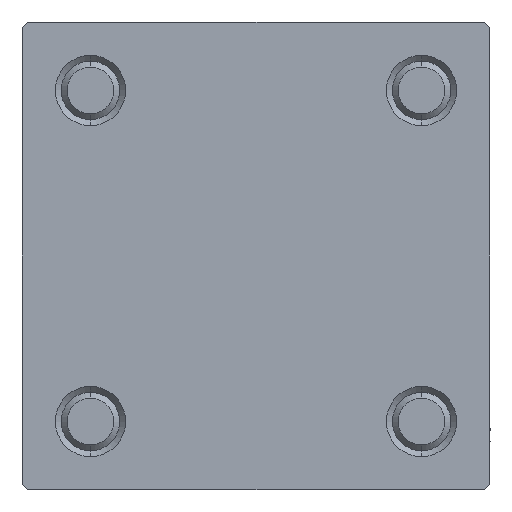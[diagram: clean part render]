
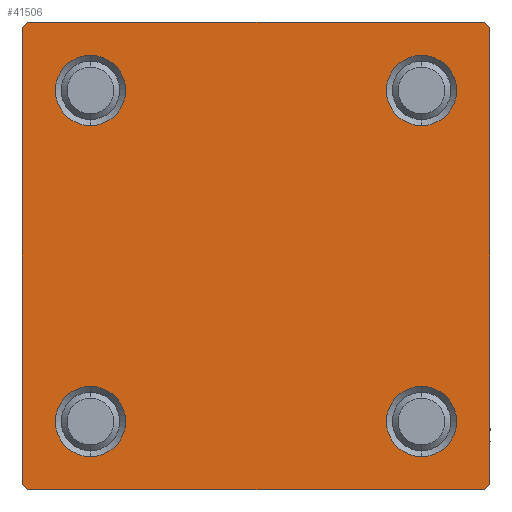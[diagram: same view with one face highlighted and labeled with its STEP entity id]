
A CAD part, left-side view. The second image highlights one B-rep face of the part: STEP entity #41506.
In plain terms, the highlighted planar face has unit normal (-1, 0, 0).
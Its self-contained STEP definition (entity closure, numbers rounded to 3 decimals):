
#58 = CARTESIAN_POINT ( 'NONE',  ( 0., 14.15, 17.15 ) ) ;
#78 = DIRECTION ( 'NONE',  ( -1., 0., 0. ) ) ;
#436 = DIRECTION ( 'NONE',  ( 0., 0., -1. ) ) ;
#715 = CIRCLE ( 'NONE', #23302, 3. ) ;
#1058 = CIRCLE ( 'NONE', #46214, 3. ) ;
#1292 = LINE ( 'NONE', #40647, #43742 ) ;
#1529 = DIRECTION ( 'NONE',  ( 1., 0., 0. ) ) ;
#2743 = CARTESIAN_POINT ( 'NONE',  ( 0., -14.15, 11.15 ) ) ;
#2777 = ORIENTED_EDGE ( 'NONE', *, *, #5424, .F. ) ;
#2941 = ORIENTED_EDGE ( 'NONE', *, *, #3518, .T. ) ;
#3457 = DIRECTION ( 'NONE',  ( 1., 0., 0. ) ) ;
#3518 = EDGE_CURVE ( 'NONE', #19508, #49480, #1058, .T. ) ;
#3572 = AXIS2_PLACEMENT_3D ( 'NONE', #9391, #29077, #48025 ) ;
#4660 = ORIENTED_EDGE ( 'NONE', *, *, #41134, .T. ) ;
#5076 = DIRECTION ( 'NONE',  ( 0., 0., -1. ) ) ;
#5160 = AXIS2_PLACEMENT_3D ( 'NONE', #39901, #1529, #35600 ) ;
#5248 = ORIENTED_EDGE ( 'NONE', *, *, #43578, .T. ) ;
#5296 = CIRCLE ( 'NONE', #49671, 3. ) ;
#5330 = ORIENTED_EDGE ( 'NONE', *, *, #14812, .T. ) ;
#5411 = CARTESIAN_POINT ( 'NONE',  ( 0., -19.75, 19.75 ) ) ;
#5424 = EDGE_CURVE ( 'NONE', #14279, #24414, #9869, .T. ) ;
#5861 = DIRECTION ( 'NONE',  ( 0., 0.707, -0.707 ) ) ;
#6861 = VERTEX_POINT ( 'NONE', #49014 ) ;
#6893 = EDGE_CURVE ( 'NONE', #16699, #44451, #18097, .T. ) ;
#7395 = FACE_BOUND ( 'NONE', #24177, .T. ) ;
#8501 = EDGE_CURVE ( 'NONE', #24909, #24414, #17011, .T. ) ;
#9391 = CARTESIAN_POINT ( 'NONE',  ( 0., 14.15, 14.15 ) ) ;
#9521 = EDGE_CURVE ( 'NONE', #41599, #26863, #36007, .T. ) ;
#9869 = LINE ( 'NONE', #25521, #37355 ) ;
#10087 = EDGE_CURVE ( 'NONE', #24909, #37503, #12280, .T. ) ;
#10518 = DIRECTION ( 'NONE',  ( 0., 0., 1. ) ) ;
#10590 = ORIENTED_EDGE ( 'NONE', *, *, #40936, .T. ) ;
#11114 = VERTEX_POINT ( 'NONE', #26513 ) ;
#11136 = DIRECTION ( 'NONE',  ( 0., -0.707, -0.707 ) ) ;
#11381 = EDGE_CURVE ( 'NONE', #11114, #6861, #38498, .T. ) ;
#11431 = FACE_OUTER_BOUND ( 'NONE', #48847, .T. ) ;
#12280 = LINE ( 'NONE', #46884, #21536 ) ;
#12591 = ORIENTED_EDGE ( 'NONE', *, *, #48622, .T. ) ;
#13806 = DIRECTION ( 'NONE',  ( 1., 0., 0. ) ) ;
#14269 = AXIS2_PLACEMENT_3D ( 'NONE', #21245, #17466, #36375 ) ;
#14279 = VERTEX_POINT ( 'NONE', #29150 ) ;
#14812 = EDGE_CURVE ( 'NONE', #49480, #19508, #715, .T. ) ;
#14893 = VECTOR ( 'NONE', #40981, 1000. ) ;
#15685 = CARTESIAN_POINT ( 'NONE',  ( 0., 19.75, -19.75 ) ) ;
#16038 = ORIENTED_EDGE ( 'NONE', *, *, #9521, .T. ) ;
#16201 = CARTESIAN_POINT ( 'NONE',  ( 0., 20., 19.5 ) ) ;
#16487 = CARTESIAN_POINT ( 'NONE',  ( 0., 14.15, -17.15 ) ) ;
#16699 = VERTEX_POINT ( 'NONE', #34765 ) ;
#17011 = LINE ( 'NONE', #5411, #14893 ) ;
#17466 = DIRECTION ( 'NONE',  ( 1., 0., 0. ) ) ;
#17909 = CARTESIAN_POINT ( 'NONE',  ( 0., -14.15, 17.15 ) ) ;
#18016 = CIRCLE ( 'NONE', #5160, 3. ) ;
#18097 = CIRCLE ( 'NONE', #3572, 3. ) ;
#19019 = FACE_BOUND ( 'NONE', #40419, .T. ) ;
#19267 = CARTESIAN_POINT ( 'NONE',  ( 0., 0., 0. ) ) ;
#19508 = VERTEX_POINT ( 'NONE', #17909 ) ;
#19808 = EDGE_LOOP ( 'NONE', ( #5248, #29790 ) ) ;
#20370 = CIRCLE ( 'NONE', #24409, 3. ) ;
#20389 = DIRECTION ( 'NONE',  ( 0., 0., 1. ) ) ;
#21245 = CARTESIAN_POINT ( 'NONE',  ( 0., 14.15, -14.15 ) ) ;
#21533 = DIRECTION ( 'NONE',  ( 0., 0., 1. ) ) ;
#21536 = VECTOR ( 'NONE', #436, 1000. ) ;
#21856 = CARTESIAN_POINT ( 'NONE',  ( 0., 19.5, -20. ) ) ;
#23301 = DIRECTION ( 'NONE',  ( 0., 0., 1. ) ) ;
#23302 = AXIS2_PLACEMENT_3D ( 'NONE', #44618, #13806, #10518 ) ;
#23856 = CARTESIAN_POINT ( 'NONE',  ( 0., -14.15, -14.15 ) ) ;
#24177 = EDGE_LOOP ( 'NONE', ( #2941, #5330 ) ) ;
#24409 = AXIS2_PLACEMENT_3D ( 'NONE', #25575, #29604, #21533 ) ;
#24414 = VERTEX_POINT ( 'NONE', #46053 ) ;
#24530 = DIRECTION ( 'NONE',  ( 0., -1., 0. ) ) ;
#24909 = VERTEX_POINT ( 'NONE', #38402 ) ;
#25521 = CARTESIAN_POINT ( 'NONE',  ( 0., 20., 20. ) ) ;
#25575 = CARTESIAN_POINT ( 'NONE',  ( 0., -14.15, -14.15 ) ) ;
#25898 = VERTEX_POINT ( 'NONE', #16201 ) ;
#26513 = CARTESIAN_POINT ( 'NONE',  ( 0., -14.15, -17.15 ) ) ;
#26834 = PLANE ( 'NONE',  #28463 ) ;
#26863 = VERTEX_POINT ( 'NONE', #42357 ) ;
#27137 = DIRECTION ( 'NONE',  ( 0., 0., 1. ) ) ;
#27406 = ORIENTED_EDGE ( 'NONE', *, *, #42617, .T. ) ;
#27497 = EDGE_LOOP ( 'NONE', ( #35254, #32963 ) ) ;
#27715 = CARTESIAN_POINT ( 'NONE',  ( 0., -19.75, -19.75 ) ) ;
#27886 = ORIENTED_EDGE ( 'NONE', *, *, #47026, .T. ) ;
#28331 = LINE ( 'NONE', #31877, #41609 ) ;
#28463 = AXIS2_PLACEMENT_3D ( 'NONE', #19267, #78, #23301 ) ;
#28614 = VECTOR ( 'NONE', #31368, 1000. ) ;
#29077 = DIRECTION ( 'NONE',  ( 1., 0., 0. ) ) ;
#29150 = CARTESIAN_POINT ( 'NONE',  ( 0., 19.5, 20. ) ) ;
#29604 = DIRECTION ( 'NONE',  ( 1., 0., 0. ) ) ;
#29790 = ORIENTED_EDGE ( 'NONE', *, *, #6893, .T. ) ;
#30629 = FACE_BOUND ( 'NONE', #19808, .T. ) ;
#31253 = LINE ( 'NONE', #27715, #35664 ) ;
#31368 = DIRECTION ( 'NONE',  ( 0., -1., 0. ) ) ;
#31814 = CARTESIAN_POINT ( 'NONE',  ( 0., -19.5, -20. ) ) ;
#31858 = EDGE_CURVE ( 'NONE', #6861, #11114, #20370, .T. ) ;
#31877 = CARTESIAN_POINT ( 'NONE',  ( 0., 19.75, 19.75 ) ) ;
#32855 = AXIS2_PLACEMENT_3D ( 'NONE', #23856, #38240, #27137 ) ;
#32963 = ORIENTED_EDGE ( 'NONE', *, *, #11381, .T. ) ;
#33254 = CARTESIAN_POINT ( 'NONE',  ( 0., -14.15, 14.15 ) ) ;
#34607 = LINE ( 'NONE', #15685, #49484 ) ;
#34765 = CARTESIAN_POINT ( 'NONE',  ( 0., 14.15, 11.15 ) ) ;
#34895 = CARTESIAN_POINT ( 'NONE',  ( 0., 20., -20. ) ) ;
#35254 = ORIENTED_EDGE ( 'NONE', *, *, #31858, .T. ) ;
#35600 = DIRECTION ( 'NONE',  ( 0., 0., 1. ) ) ;
#35664 = VECTOR ( 'NONE', #42855, 1000. ) ;
#36007 = CIRCLE ( 'NONE', #14269, 3. ) ;
#36375 = DIRECTION ( 'NONE',  ( 0., 0., 1. ) ) ;
#37355 = VECTOR ( 'NONE', #24530, 1000. ) ;
#37503 = VERTEX_POINT ( 'NONE', #37592 ) ;
#37592 = CARTESIAN_POINT ( 'NONE',  ( 0., -20., -19.5 ) ) ;
#38240 = DIRECTION ( 'NONE',  ( 1., 0., 0. ) ) ;
#38402 = CARTESIAN_POINT ( 'NONE',  ( 0., -20., 19.5 ) ) ;
#38463 = EDGE_CURVE ( 'NONE', #14279, #25898, #28331, .T. ) ;
#38498 = CIRCLE ( 'NONE', #32855, 3. ) ;
#39823 = CARTESIAN_POINT ( 'NONE',  ( 0., 14.15, -14.15 ) ) ;
#39901 = CARTESIAN_POINT ( 'NONE',  ( 0., 14.15, 14.15 ) ) ;
#40419 = EDGE_LOOP ( 'NONE', ( #12591, #16038 ) ) ;
#40647 = CARTESIAN_POINT ( 'NONE',  ( 0., 20., 20. ) ) ;
#40936 = EDGE_CURVE ( 'NONE', #25898, #48517, #1292, .T. ) ;
#40981 = DIRECTION ( 'NONE',  ( 0., 0.707, 0.707 ) ) ;
#41134 = EDGE_CURVE ( 'NONE', #41898, #37503, #31253, .T. ) ;
#41506 = ADVANCED_FACE ( 'NONE', ( #7395, #42730, #19019, #30629, #11431 ), #26834, .T. ) ;
#41599 = VERTEX_POINT ( 'NONE', #16487 ) ;
#41609 = VECTOR ( 'NONE', #5861, 1000. ) ;
#41823 = DIRECTION ( 'NONE',  ( 0., 0., 1. ) ) ;
#41898 = VERTEX_POINT ( 'NONE', #31814 ) ;
#42282 = ORIENTED_EDGE ( 'NONE', *, *, #8501, .T. ) ;
#42357 = CARTESIAN_POINT ( 'NONE',  ( 0., 14.15, -11.15 ) ) ;
#42391 = ORIENTED_EDGE ( 'NONE', *, *, #38463, .T. ) ;
#42617 = EDGE_CURVE ( 'NONE', #48517, #46062, #34607, .T. ) ;
#42730 = FACE_BOUND ( 'NONE', #27497, .T. ) ;
#42855 = DIRECTION ( 'NONE',  ( 0., -0.707, 0.707 ) ) ;
#42976 = LINE ( 'NONE', #34895, #28614 ) ;
#43578 = EDGE_CURVE ( 'NONE', #44451, #16699, #18016, .T. ) ;
#43742 = VECTOR ( 'NONE', #5076, 1000. ) ;
#44104 = DIRECTION ( 'NONE',  ( 1., 0., 0. ) ) ;
#44451 = VERTEX_POINT ( 'NONE', #58 ) ;
#44618 = CARTESIAN_POINT ( 'NONE',  ( 0., -14.15, 14.15 ) ) ;
#45044 = ORIENTED_EDGE ( 'NONE', *, *, #10087, .F. ) ;
#45908 = CARTESIAN_POINT ( 'NONE',  ( 0., 20., -19.5 ) ) ;
#46053 = CARTESIAN_POINT ( 'NONE',  ( 0., -19.5, 20. ) ) ;
#46062 = VERTEX_POINT ( 'NONE', #21856 ) ;
#46214 = AXIS2_PLACEMENT_3D ( 'NONE', #33254, #3457, #41823 ) ;
#46884 = CARTESIAN_POINT ( 'NONE',  ( 0., -20., 20. ) ) ;
#47026 = EDGE_CURVE ( 'NONE', #46062, #41898, #42976, .T. ) ;
#48025 = DIRECTION ( 'NONE',  ( 0., 0., 1. ) ) ;
#48517 = VERTEX_POINT ( 'NONE', #45908 ) ;
#48622 = EDGE_CURVE ( 'NONE', #26863, #41599, #5296, .T. ) ;
#48847 = EDGE_LOOP ( 'NONE', ( #10590, #27406, #27886, #4660, #45044, #42282, #2777, #42391 ) ) ;
#49014 = CARTESIAN_POINT ( 'NONE',  ( 0., -14.15, -11.15 ) ) ;
#49480 = VERTEX_POINT ( 'NONE', #2743 ) ;
#49484 = VECTOR ( 'NONE', #11136, 1000. ) ;
#49671 = AXIS2_PLACEMENT_3D ( 'NONE', #39823, #44104, #20389 ) ;
